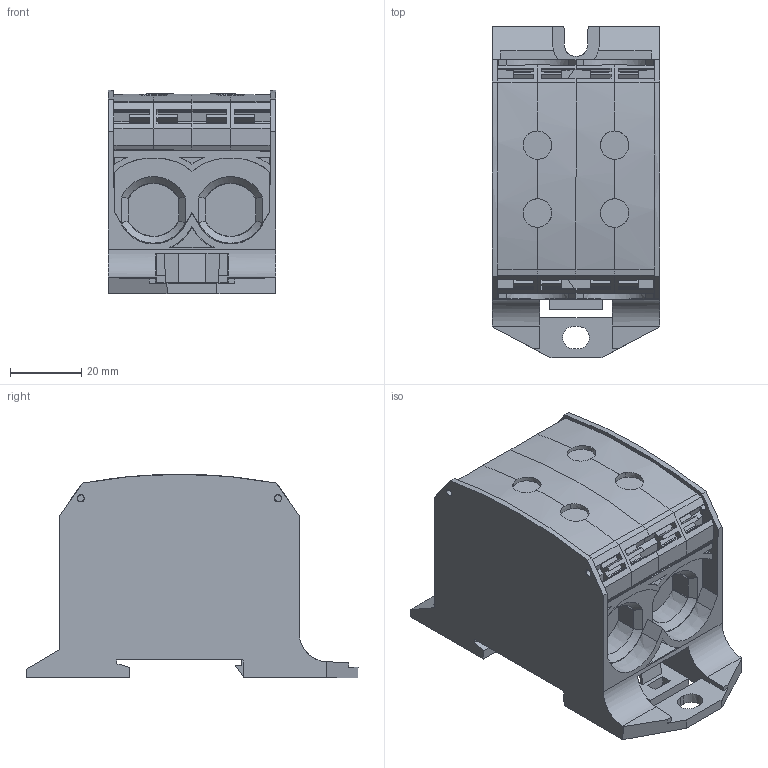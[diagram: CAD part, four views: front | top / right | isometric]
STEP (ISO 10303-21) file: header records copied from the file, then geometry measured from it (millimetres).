
FILE_DESCRIPTION(('CATIA V5 STEP Exchange','CAx-IF Rec.Pracs.--- Model Styling and Organization---1.5--- 2016-08-15','CAx-IF Rec.Pracs.---Supplemental Geometry---1.0---2011-11-01','CAx-IF Rec.Pracs.--- Composite Materials ---1.1---2010-07-15'),'2;1');
FILE_NAME ('D1462987_1', '2025-09-22T08:42:15+00:00', ('none'), ('Weidmueller'), 'CATIA Version 5-6 Release 2024 SP4', 'CATIA V5 STEP AP214 v3', 'none');
FILE_SCHEMA(('AUTOMOTIVE_DESIGN { 1 0 10303 214 1 1 1 1 }'));
Length unit declared in the file: millimetre
Products named in the file (1): 2502720000_WPD_231_2x95-2x95_GN
Bounding box: 47 x 92.97 x 57 mm (x, y, z)
Volume: 140773.6 mm3; surface area: 36832.4 mm2
Topology: 2 solids, 2 shells, 560 faces, 1650 edges, 1086 vertices
Faces by surface type: plane 449, cone 91, cylinder 16, bspline 4
Entity records: 18752 total; most frequent: CARTESIAN_POINT 4877, ORIENTED_EDGE 3300, DIRECTION 2211, EDGE_CURVE 1650, VECTOR 1289, LINE 1289, VERTEX_POINT 1086, EDGE_LOOP 582
